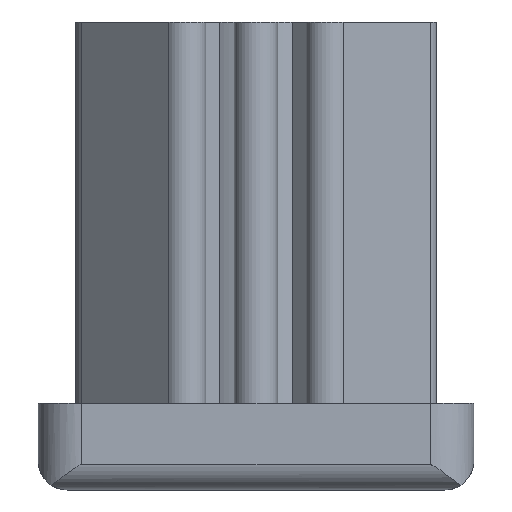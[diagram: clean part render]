
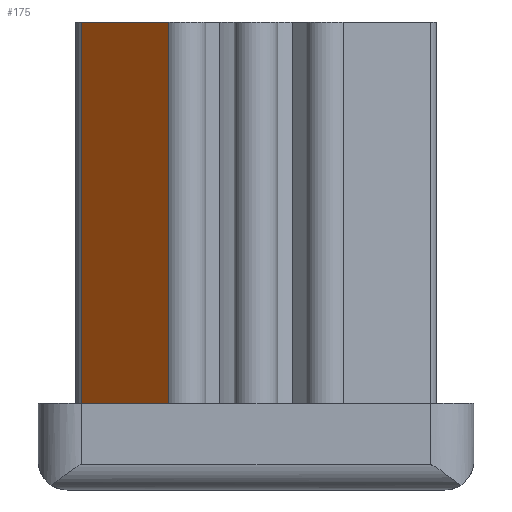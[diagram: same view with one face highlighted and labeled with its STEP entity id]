
A CAD part, left-side view. The second image highlights one B-rep face of the part: STEP entity #175.
In plain terms, the highlighted planar face has unit normal (-0.707, 0.707, 0).
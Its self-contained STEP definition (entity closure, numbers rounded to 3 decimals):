
#175 = ADVANCED_FACE( '', ( #371 ), #372, .F. );
#371 = FACE_OUTER_BOUND( '', #586, .T. );
#372 = PLANE( '', #587 );
#586 = EDGE_LOOP( '', ( #1102, #1103, #1104, #1105 ) );
#587 = AXIS2_PLACEMENT_3D( '', #1106, #1107, #1108 );
#1102 = ORIENTED_EDGE( '', *, *, #1356, .T. );
#1103 = ORIENTED_EDGE( '', *, *, #1452, .T. );
#1104 = ORIENTED_EDGE( '', *, *, #1387, .F. );
#1105 = ORIENTED_EDGE( '', *, *, #1490, .F. );
#1106 = CARTESIAN_POINT( '', ( -8., 16., 43. ) );
#1107 = DIRECTION( '', ( 0.707, -0.707, 0. ) );
#1108 = DIRECTION( '', ( 0.707, 0.707, 0. ) );
#1356 = EDGE_CURVE( '', #1649, #1647, #1650, .T. );
#1387 = EDGE_CURVE( '', #1701, #1702, #1703, .T. );
#1452 = EDGE_CURVE( '', #1647, #1702, #1805, .T. );
#1490 = EDGE_CURVE( '', #1649, #1701, #1857, .T. );
#1647 = VERTEX_POINT( '', #2105 );
#1649 = VERTEX_POINT( '', #2107 );
#1650 = LINE( '', #2108, #2109 );
#1701 = VERTEX_POINT( '', #2178 );
#1702 = VERTEX_POINT( '', #2179 );
#1703 = LINE( '', #2180, #2181 );
#1805 = LINE( '', #2366, #2367 );
#1857 = LINE( '', #2450, #2451 );
#2105 = CARTESIAN_POINT( '', ( -8., 16., 8. ) );
#2107 = CARTESIAN_POINT( '', ( -8., 16., 43. ) );
#2108 = CARTESIAN_POINT( '', ( -8., 16., 43. ) );
#2109 = VECTOR( '', #2625, 1000. );
#2178 = CARTESIAN_POINT( '', ( -16., 8., 43. ) );
#2179 = CARTESIAN_POINT( '', ( -16., 8., 8. ) );
#2180 = CARTESIAN_POINT( '', ( -16., 8., 43. ) );
#2181 = VECTOR( '', #2659, 1000. );
#2366 = CARTESIAN_POINT( '', ( -8., 16., 8. ) );
#2367 = VECTOR( '', #2738, 1000. );
#2450 = CARTESIAN_POINT( '', ( -8., 16., 43. ) );
#2451 = VECTOR( '', #2802, 1000. );
#2625 = DIRECTION( '', ( 0., 0., -1. ) );
#2659 = DIRECTION( '', ( 0., 0., -1. ) );
#2738 = DIRECTION( '', ( -0.707, -0.707, 0. ) );
#2802 = DIRECTION( '', ( -0.707, -0.707, 0. ) );
